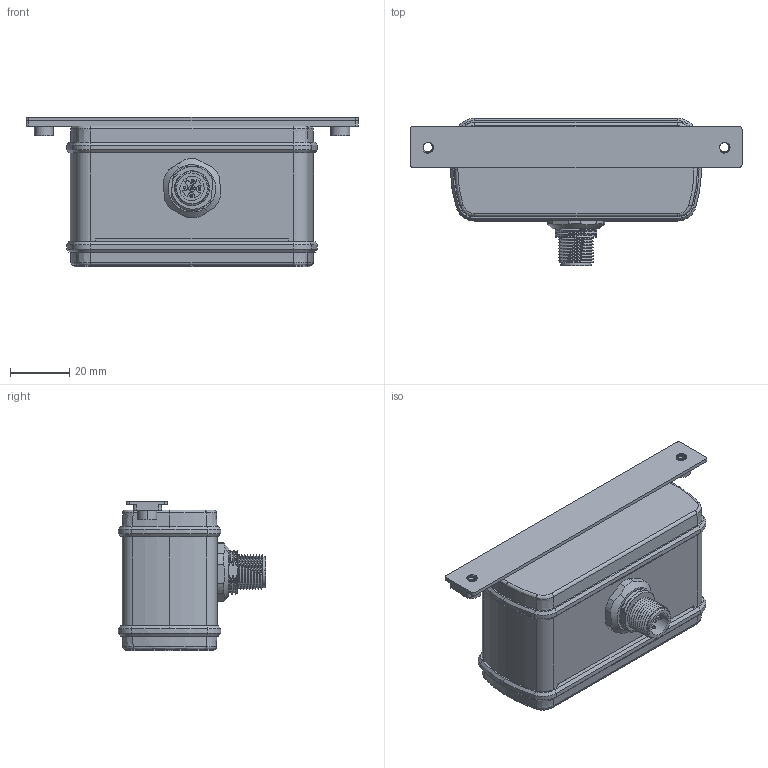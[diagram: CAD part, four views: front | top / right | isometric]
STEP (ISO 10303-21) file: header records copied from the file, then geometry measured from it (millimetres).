
FILE_DESCRIPTION (( 'STEP AP214' ), '1' );
FILE_NAME ('WPS-48-QD-17mm-NW-17-Mounting-Bracket.STEP', '2026-03-02T18:36:43', ( '' ), ( '' ), 'SwSTEP 2.0', 'SolidWorks 2017', '' );
FILE_SCHEMA (( 'AUTOMOTIVE_DESIGN' ));
Length unit declared in the file: millimetre
Products named in the file (1): WPS-48-QD-17mm-NW-17-Mounting-Bracket
Bounding box: 112 x 49.7 x 50.56 mm (x, y, z)
Volume: 72192.3 mm3; surface area: 44081 mm2
Topology: 4 solids, 4 shells, 985 faces, 2676 edges, 1707 vertices
Faces by surface type: cylinder 455, plane 326, cone 113, bspline 79, torus 12
Entity records: 52778 total; most frequent: CARTESIAN_POINT 24139, ORIENTED_EDGE 5312, DIRECTION 4260, EDGE_CURVE 2656, VERTEX_POINT 1707, AXIS2_PLACEMENT_3D 1484, VECTOR 1292, LINE 1292
